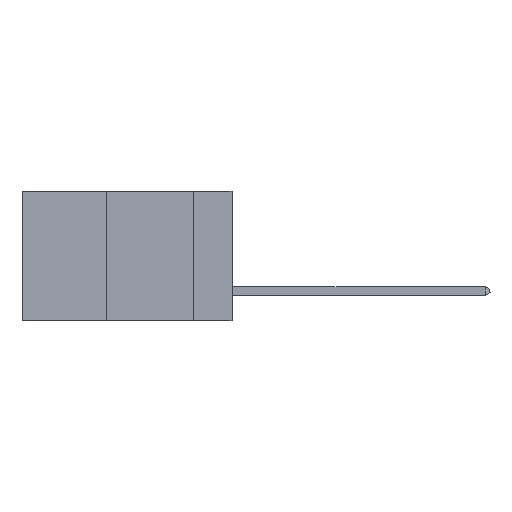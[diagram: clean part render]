
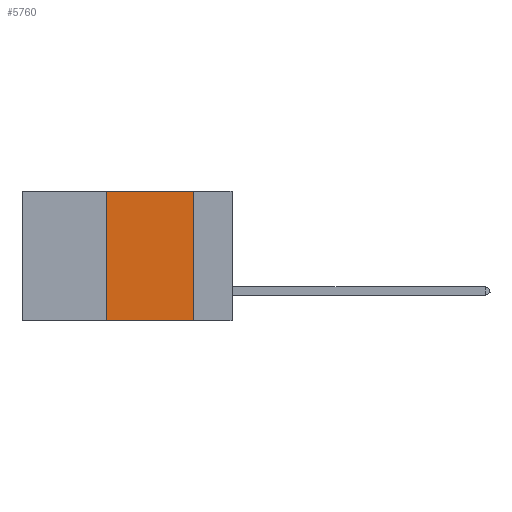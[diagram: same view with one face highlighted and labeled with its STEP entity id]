
A CAD part, left-side view. The second image highlights one B-rep face of the part: STEP entity #5760.
In plain terms, the highlighted planar face has unit normal (-1, 0, 0).
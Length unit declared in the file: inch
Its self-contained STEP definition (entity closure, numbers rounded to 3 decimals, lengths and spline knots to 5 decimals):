
#165 = CARTESIAN_POINT ( 'NONE',  ( 0., 0.11, 0. ) ) ;
#890 = VERTEX_POINT ( 'NONE', #21489 ) ;
#1126 = EDGE_LOOP ( 'NONE', ( #9410, #10214, #14507, #8987 ) ) ;
#2295 = CARTESIAN_POINT ( 'NONE',  ( 0., 0.36, 0. ) ) ;
#2721 = AXIS2_PLACEMENT_3D ( 'NONE', #13268, #11558, #16417 ) ;
#3490 = DIRECTION ( 'NONE',  ( 0., 0., 1. ) ) ;
#3954 = EDGE_CURVE ( 'NONE', #6335, #15348, #19600, .T. ) ;
#4284 = VECTOR ( 'NONE', #16029, 39.37008 ) ;
#4415 = DIRECTION ( 'NONE',  ( 0., 0., -1. ) ) ;
#5760 = ADVANCED_FACE ( 'NONE', ( #7056 ), #6612, .F. ) ;
#6335 = VERTEX_POINT ( 'NONE', #165 ) ;
#6612 = PLANE ( 'NONE',  #2721 ) ;
#7056 = FACE_OUTER_BOUND ( 'NONE', #1126, .T. ) ;
#7882 = VECTOR ( 'NONE', #4415, 39.37008 ) ;
#8556 = CARTESIAN_POINT ( 'NONE',  ( 0., 0.11, -0.37 ) ) ;
#8606 = EDGE_CURVE ( 'NONE', #890, #15348, #18384, .T. ) ;
#8987 = ORIENTED_EDGE ( 'NONE', *, *, #8606, .T. ) ;
#9410 = ORIENTED_EDGE ( 'NONE', *, *, #3954, .F. ) ;
#10214 = ORIENTED_EDGE ( 'NONE', *, *, #19051, .F. ) ;
#11005 = CARTESIAN_POINT ( 'NONE',  ( 0., 0.11, 0. ) ) ;
#11558 = DIRECTION ( 'NONE',  ( 1., 0., 0. ) ) ;
#13268 = CARTESIAN_POINT ( 'NONE',  ( 0., 0.6, 0. ) ) ;
#14083 = LINE ( 'NONE', #16801, #18746 ) ;
#14309 = VERTEX_POINT ( 'NONE', #2295 ) ;
#14507 = ORIENTED_EDGE ( 'NONE', *, *, #15887, .F. ) ;
#15125 = CARTESIAN_POINT ( 'NONE',  ( 0., 0.6, -0.37 ) ) ;
#15348 = VERTEX_POINT ( 'NONE', #8556 ) ;
#15887 = EDGE_CURVE ( 'NONE', #890, #14309, #14083, .T. ) ;
#16029 = DIRECTION ( 'NONE',  ( 0., -1., 0. ) ) ;
#16417 = DIRECTION ( 'NONE',  ( 0., 0., -1. ) ) ;
#16801 = CARTESIAN_POINT ( 'NONE',  ( 0., 0.36, 0. ) ) ;
#17105 = LINE ( 'NONE', #19335, #4284 ) ;
#18384 = LINE ( 'NONE', #15125, #19426 ) ;
#18746 = VECTOR ( 'NONE', #3490, 39.37008 ) ;
#19051 = EDGE_CURVE ( 'NONE', #14309, #6335, #17105, .T. ) ;
#19335 = CARTESIAN_POINT ( 'NONE',  ( 0., 0.6, 0. ) ) ;
#19426 = VECTOR ( 'NONE', #21662, 39.37008 ) ;
#19600 = LINE ( 'NONE', #11005, #7882 ) ;
#21489 = CARTESIAN_POINT ( 'NONE',  ( 0., 0.36, -0.37 ) ) ;
#21662 = DIRECTION ( 'NONE',  ( 0., -1., 0. ) ) ;
